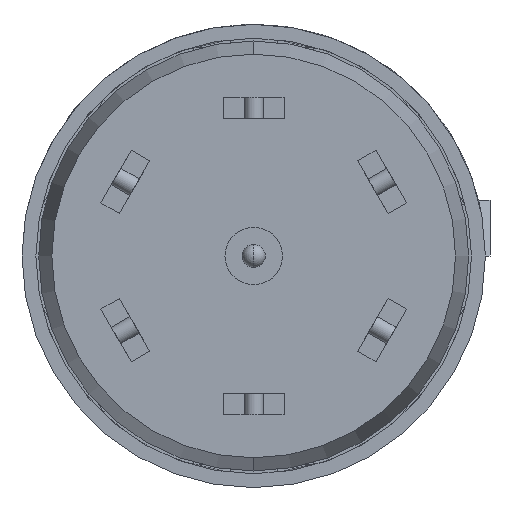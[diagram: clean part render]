
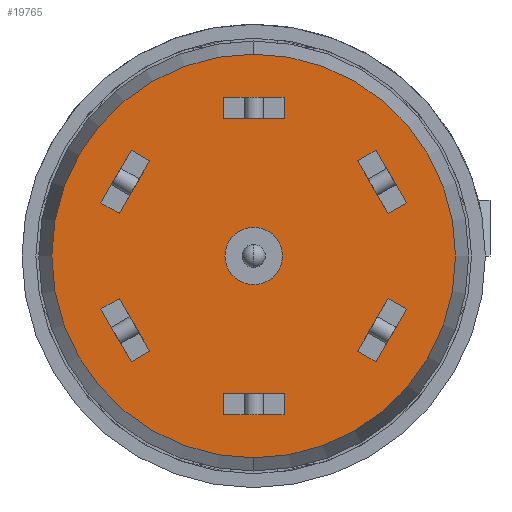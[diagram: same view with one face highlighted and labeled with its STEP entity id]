
A CAD part, front view. The second image highlights one B-rep face of the part: STEP entity #19765.
In plain terms, the highlighted planar face has unit normal (0, -1, 0).
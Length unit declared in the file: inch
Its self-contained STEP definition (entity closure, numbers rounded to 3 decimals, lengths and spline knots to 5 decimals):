
#17850=CARTESIAN_POINT('',(0.,-0.329,0.));
#17851=DIRECTION('',(0.,-1.,0.));
#17852=DIRECTION('',(0.,0.,-1.));
#17853=AXIS2_PLACEMENT_3D('',#17850,#17851,#17852);
#17855=CARTESIAN_POINT('',(0.,-0.329,0.));
#17856=DIRECTION('',(0.,1.,0.));
#17857=DIRECTION('',(0.,0.,-1.));
#17858=AXIS2_PLACEMENT_3D('',#17855,#17856,#17857);
#17860=CARTESIAN_POINT('',(0.,-0.329,0.));
#17861=DIRECTION('',(0.,1.,0.));
#17862=DIRECTION('',(0.,0.,-1.));
#17863=AXIS2_PLACEMENT_3D('',#17860,#17861,#17862);
#17865=CARTESIAN_POINT('',(0.,-0.329,0.));
#17866=DIRECTION('',(0.,1.,0.));
#17867=DIRECTION('',(0.,0.,1.));
#17868=AXIS2_PLACEMENT_3D('',#17865,#17866,#17867);
#17870=DIRECTION('',(-0.5,0.,-0.866));
#17871=VECTOR('',#17870,0.0656);
#17872=CARTESIAN_POINT('',(-0.13212,-0.329,0.11416));
#17873=LINE('',#17872,#17871);
#17874=DIRECTION('',(0.866,0.,-0.5));
#17875=VECTOR('',#17874,0.023);
#17876=CARTESIAN_POINT('',(-0.16492,-0.329,0.05734));
#17877=LINE('',#17876,#17875);
#17878=DIRECTION('',(-0.5,0.,-0.866));
#17879=VECTOR('',#17878,0.0656);
#17880=CARTESIAN_POINT('',(-0.1122,-0.329,0.10266));
#17881=LINE('',#17880,#17879);
#17882=DIRECTION('',(0.866,0.,-0.5));
#17883=VECTOR('',#17882,0.023);
#17884=CARTESIAN_POINT('',(-0.13212,-0.329,0.11416));
#17885=LINE('',#17884,#17883);
#17886=DIRECTION('',(0.5,0.,-0.866));
#17887=VECTOR('',#17886,0.0656);
#17888=CARTESIAN_POINT('',(-0.16492,-0.329,-0.05734));
#17889=LINE('',#17888,#17887);
#17890=DIRECTION('',(0.866,0.,0.5));
#17891=VECTOR('',#17890,0.023);
#17892=CARTESIAN_POINT('',(-0.13212,-0.329,-0.11416));
#17893=LINE('',#17892,#17891);
#17894=DIRECTION('',(0.5,0.,-0.866));
#17895=VECTOR('',#17894,0.0656);
#17896=CARTESIAN_POINT('',(-0.145,-0.329,-0.04584));
#17897=LINE('',#17896,#17895);
#17898=DIRECTION('',(0.866,0.,0.5));
#17899=VECTOR('',#17898,0.023);
#17900=CARTESIAN_POINT('',(-0.16492,-0.329,-0.05734));
#17901=LINE('',#17900,#17899);
#17902=DIRECTION('',(1.,0.,0.));
#17903=VECTOR('',#17902,0.0656);
#17904=CARTESIAN_POINT('',(-0.0328,-0.329,-0.1715));
#17905=LINE('',#17904,#17903);
#17906=DIRECTION('',(0.,0.,1.));
#17907=VECTOR('',#17906,0.023);
#17908=CARTESIAN_POINT('',(0.0328,-0.329,-0.1715));
#17909=LINE('',#17908,#17907);
#17910=DIRECTION('',(1.,0.,0.));
#17911=VECTOR('',#17910,0.0656);
#17912=CARTESIAN_POINT('',(-0.0328,-0.329,-0.1485));
#17913=LINE('',#17912,#17911);
#17914=DIRECTION('',(0.,0.,1.));
#17915=VECTOR('',#17914,0.023);
#17916=CARTESIAN_POINT('',(-0.0328,-0.329,-0.1715));
#17917=LINE('',#17916,#17915);
#17918=DIRECTION('',(0.5,0.,0.866));
#17919=VECTOR('',#17918,0.0656);
#17920=CARTESIAN_POINT('',(0.13212,-0.329,-0.11416));
#17921=LINE('',#17920,#17919);
#17922=DIRECTION('',(-0.866,0.,0.5));
#17923=VECTOR('',#17922,0.023);
#17924=CARTESIAN_POINT('',(0.16492,-0.329,-0.05734));
#17925=LINE('',#17924,#17923);
#17926=DIRECTION('',(0.5,0.,0.866));
#17927=VECTOR('',#17926,0.0656);
#17928=CARTESIAN_POINT('',(0.1122,-0.329,-0.10266));
#17929=LINE('',#17928,#17927);
#17930=DIRECTION('',(-0.866,0.,0.5));
#17931=VECTOR('',#17930,0.023);
#17932=CARTESIAN_POINT('',(0.13212,-0.329,-0.11416));
#17933=LINE('',#17932,#17931);
#17934=DIRECTION('',(-0.5,0.,0.866));
#17935=VECTOR('',#17934,0.0656);
#17936=CARTESIAN_POINT('',(0.16492,-0.329,0.05734));
#17937=LINE('',#17936,#17935);
#17938=DIRECTION('',(-0.866,0.,-0.5));
#17939=VECTOR('',#17938,0.023);
#17940=CARTESIAN_POINT('',(0.13212,-0.329,0.11416));
#17941=LINE('',#17940,#17939);
#17942=DIRECTION('',(-0.5,0.,0.866));
#17943=VECTOR('',#17942,0.0656);
#17944=CARTESIAN_POINT('',(0.145,-0.329,0.04584));
#17945=LINE('',#17944,#17943);
#17946=DIRECTION('',(-0.866,0.,-0.5));
#17947=VECTOR('',#17946,0.023);
#17948=CARTESIAN_POINT('',(0.16492,-0.329,0.05734));
#17949=LINE('',#17948,#17947);
#17950=DIRECTION('',(-1.,0.,0.));
#17951=VECTOR('',#17950,0.0656);
#17952=CARTESIAN_POINT('',(0.0328,-0.329,0.1715));
#17953=LINE('',#17952,#17951);
#17954=DIRECTION('',(0.,0.,-1.));
#17955=VECTOR('',#17954,0.023);
#17956=CARTESIAN_POINT('',(-0.0328,-0.329,0.1715));
#17957=LINE('',#17956,#17955);
#17958=DIRECTION('',(-1.,0.,0.));
#17959=VECTOR('',#17958,0.0656);
#17960=CARTESIAN_POINT('',(0.0328,-0.329,0.1485));
#17961=LINE('',#17960,#17959);
#17962=DIRECTION('',(0.,0.,-1.));
#17963=VECTOR('',#17962,0.023);
#17964=CARTESIAN_POINT('',(0.0328,-0.329,0.1715));
#17965=LINE('',#17964,#17963);
#18724=CARTESIAN_POINT('',(0.,-0.329,-0.2178));
#18725=VERTEX_POINT('',#18724);
#18730=CARTESIAN_POINT('',(0.,-0.329,0.2178));
#18731=VERTEX_POINT('',#18730);
#18816=CARTESIAN_POINT('',(-0.13212,-0.329,0.11416));
#18817=CARTESIAN_POINT('',(-0.16492,-0.329,0.05734));
#18818=VERTEX_POINT('',#18816);
#18819=VERTEX_POINT('',#18817);
#18820=CARTESIAN_POINT('',(-0.1122,-0.329,0.10266));
#18821=CARTESIAN_POINT('',(-0.145,-0.329,0.04584));
#18822=VERTEX_POINT('',#18820);
#18823=VERTEX_POINT('',#18821);
#18864=CARTESIAN_POINT('',(-0.16492,-0.329,-0.05734));
#18865=CARTESIAN_POINT('',(-0.13212,-0.329,-0.11416));
#18866=VERTEX_POINT('',#18864);
#18867=VERTEX_POINT('',#18865);
#18868=CARTESIAN_POINT('',(-0.145,-0.329,-0.04584));
#18869=CARTESIAN_POINT('',(-0.1122,-0.329,-0.10266));
#18870=VERTEX_POINT('',#18868);
#18871=VERTEX_POINT('',#18869);
#18912=CARTESIAN_POINT('',(-0.0328,-0.329,-0.1715));
#18913=CARTESIAN_POINT('',(0.0328,-0.329,-0.1715));
#18914=VERTEX_POINT('',#18912);
#18915=VERTEX_POINT('',#18913);
#18916=CARTESIAN_POINT('',(-0.0328,-0.329,-0.1485));
#18917=CARTESIAN_POINT('',(0.0328,-0.329,-0.1485));
#18918=VERTEX_POINT('',#18916);
#18919=VERTEX_POINT('',#18917);
#18960=CARTESIAN_POINT('',(0.13212,-0.329,-0.11416));
#18961=CARTESIAN_POINT('',(0.16492,-0.329,-0.05734));
#18962=VERTEX_POINT('',#18960);
#18963=VERTEX_POINT('',#18961);
#18964=CARTESIAN_POINT('',(0.1122,-0.329,-0.10266));
#18965=CARTESIAN_POINT('',(0.145,-0.329,-0.04584));
#18966=VERTEX_POINT('',#18964);
#18967=VERTEX_POINT('',#18965);
#19008=CARTESIAN_POINT('',(0.16492,-0.329,0.05734));
#19009=CARTESIAN_POINT('',(0.13212,-0.329,0.11416));
#19010=VERTEX_POINT('',#19008);
#19011=VERTEX_POINT('',#19009);
#19012=CARTESIAN_POINT('',(0.145,-0.329,0.04584));
#19013=CARTESIAN_POINT('',(0.1122,-0.329,0.10266));
#19014=VERTEX_POINT('',#19012);
#19015=VERTEX_POINT('',#19013);
#19056=CARTESIAN_POINT('',(0.0328,-0.329,0.1715));
#19057=CARTESIAN_POINT('',(-0.0328,-0.329,0.1715));
#19058=VERTEX_POINT('',#19056);
#19059=VERTEX_POINT('',#19057);
#19060=CARTESIAN_POINT('',(0.0328,-0.329,0.1485));
#19061=CARTESIAN_POINT('',(-0.0328,-0.329,0.1485));
#19062=VERTEX_POINT('',#19060);
#19063=VERTEX_POINT('',#19061);
#19086=CARTESIAN_POINT('',(0.,-0.329,-0.031));
#19087=VERTEX_POINT('',#19086);
#19088=CARTESIAN_POINT('',(0.,-0.329,0.031));
#19089=VERTEX_POINT('',#19088);
#19690=CARTESIAN_POINT('',(0.,-0.329,0.));
#19691=DIRECTION('',(0.,1.,0.));
#19692=DIRECTION('',(0.,0.,1.));
#19693=AXIS2_PLACEMENT_3D('',#19690,#19691,#19692);
#19694=PLANE('',#19693);
#19695=ORIENTED_EDGE('',*,*,#19655,.F.);
#19696=ORIENTED_EDGE('',*,*,#19678,.T.);
#19697=EDGE_LOOP('',(#19695,#19696));
#19698=FACE_OUTER_BOUND('',#19697,.F.);
#19700=ORIENTED_EDGE('',*,*,#19699,.F.);
#19702=ORIENTED_EDGE('',*,*,#19701,.F.);
#19703=EDGE_LOOP('',(#19700,#19702));
#19704=FACE_BOUND('',#19703,.F.);
#19706=ORIENTED_EDGE('',*,*,#19705,.T.);
#19708=ORIENTED_EDGE('',*,*,#19707,.T.);
#19710=ORIENTED_EDGE('',*,*,#19709,.F.);
#19712=ORIENTED_EDGE('',*,*,#19711,.F.);
#19713=EDGE_LOOP('',(#19706,#19708,#19710,#19712));
#19714=FACE_BOUND('',#19713,.F.);
#19716=ORIENTED_EDGE('',*,*,#19715,.T.);
#19718=ORIENTED_EDGE('',*,*,#19717,.T.);
#19720=ORIENTED_EDGE('',*,*,#19719,.F.);
#19722=ORIENTED_EDGE('',*,*,#19721,.F.);
#19723=EDGE_LOOP('',(#19716,#19718,#19720,#19722));
#19724=FACE_BOUND('',#19723,.F.);
#19726=ORIENTED_EDGE('',*,*,#19725,.T.);
#19728=ORIENTED_EDGE('',*,*,#19727,.T.);
#19730=ORIENTED_EDGE('',*,*,#19729,.F.);
#19732=ORIENTED_EDGE('',*,*,#19731,.F.);
#19733=EDGE_LOOP('',(#19726,#19728,#19730,#19732));
#19734=FACE_BOUND('',#19733,.F.);
#19736=ORIENTED_EDGE('',*,*,#19735,.T.);
#19738=ORIENTED_EDGE('',*,*,#19737,.T.);
#19740=ORIENTED_EDGE('',*,*,#19739,.F.);
#19742=ORIENTED_EDGE('',*,*,#19741,.F.);
#19743=EDGE_LOOP('',(#19736,#19738,#19740,#19742));
#19744=FACE_BOUND('',#19743,.F.);
#19746=ORIENTED_EDGE('',*,*,#19745,.T.);
#19748=ORIENTED_EDGE('',*,*,#19747,.T.);
#19750=ORIENTED_EDGE('',*,*,#19749,.F.);
#19752=ORIENTED_EDGE('',*,*,#19751,.F.);
#19753=EDGE_LOOP('',(#19746,#19748,#19750,#19752));
#19754=FACE_BOUND('',#19753,.F.);
#19756=ORIENTED_EDGE('',*,*,#19755,.T.);
#19758=ORIENTED_EDGE('',*,*,#19757,.T.);
#19760=ORIENTED_EDGE('',*,*,#19759,.F.);
#19762=ORIENTED_EDGE('',*,*,#19761,.F.);
#19763=EDGE_LOOP('',(#19756,#19758,#19760,#19762));
#19764=FACE_BOUND('',#19763,.F.);
#19765=ADVANCED_FACE('',(#19698,#19704,#19714,#19724,#19734,#19744,#19754,
#19764),#19694,.F.);
#17854=CIRCLE('',#17853,0.2178);
#17859=CIRCLE('',#17858,0.2178);
#17864=CIRCLE('',#17863,0.031);
#17869=CIRCLE('',#17868,0.031);
#19655=EDGE_CURVE('',#18725,#18731,#17854,.T.);
#19678=EDGE_CURVE('',#18725,#18731,#17859,.T.);
#19699=EDGE_CURVE('',#19087,#19089,#17864,.T.);
#19701=EDGE_CURVE('',#19089,#19087,#17869,.T.);
#19705=EDGE_CURVE('',#18818,#18819,#17873,.T.);
#19707=EDGE_CURVE('',#18819,#18823,#17877,.T.);
#19709=EDGE_CURVE('',#18822,#18823,#17881,.T.);
#19711=EDGE_CURVE('',#18818,#18822,#17885,.T.);
#19715=EDGE_CURVE('',#18866,#18867,#17889,.T.);
#19717=EDGE_CURVE('',#18867,#18871,#17893,.T.);
#19719=EDGE_CURVE('',#18870,#18871,#17897,.T.);
#19721=EDGE_CURVE('',#18866,#18870,#17901,.T.);
#19725=EDGE_CURVE('',#18914,#18915,#17905,.T.);
#19727=EDGE_CURVE('',#18915,#18919,#17909,.T.);
#19729=EDGE_CURVE('',#18918,#18919,#17913,.T.);
#19731=EDGE_CURVE('',#18914,#18918,#17917,.T.);
#19735=EDGE_CURVE('',#18962,#18963,#17921,.T.);
#19737=EDGE_CURVE('',#18963,#18967,#17925,.T.);
#19739=EDGE_CURVE('',#18966,#18967,#17929,.T.);
#19741=EDGE_CURVE('',#18962,#18966,#17933,.T.);
#19745=EDGE_CURVE('',#19010,#19011,#17937,.T.);
#19747=EDGE_CURVE('',#19011,#19015,#17941,.T.);
#19749=EDGE_CURVE('',#19014,#19015,#17945,.T.);
#19751=EDGE_CURVE('',#19010,#19014,#17949,.T.);
#19755=EDGE_CURVE('',#19058,#19059,#17953,.T.);
#19757=EDGE_CURVE('',#19059,#19063,#17957,.T.);
#19759=EDGE_CURVE('',#19062,#19063,#17961,.T.);
#19761=EDGE_CURVE('',#19058,#19062,#17965,.T.);
